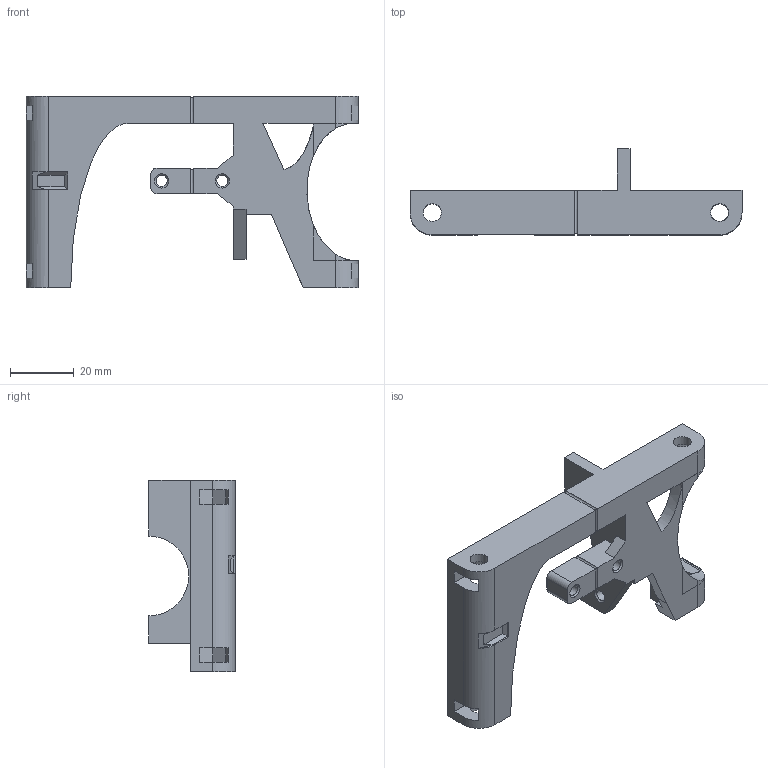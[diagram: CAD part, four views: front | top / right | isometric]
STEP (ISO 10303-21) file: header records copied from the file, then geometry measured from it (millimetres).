
FILE_DESCRIPTION(/* description */ ('Alibre Inc.'),/* implementation_level */ '2;1');
FILE_NAME(/* name */ 'export0',/* time_stamp */ '2015-07-11T14:38:10+12:00',/* author */ (''),/* organization */ (''),/* preprocessor_version */ 'ST-DEVELOPER v14',/* originating_system */ 'Alibre',/* authorisation */ '');
FILE_SCHEMA (('CONFIG_CONTROL_DESIGN'));
Length unit declared in the file: centimetre
Products named in the file (1): 3D0456
Bounding box: 104 x 27.04 x 60 mm (x, y, z)
Volume: 22904.3 mm3; surface area: 15120.3 mm2
Topology: 1 solids, 1 shells, 163 faces, 468 edges, 304 vertices
Faces by surface type: plane 130, cylinder 26, cone 4, extrusion 3
Full cylindrical faces by diameter (mm): 3.5 x4, 5.6 x8
Entity records: 5002 total; most frequent: CARTESIAN_POINT 1011, ORIENTED_EDGE 884, DIRECTION 635, EDGE_CURVE 442, VECTOR 324, LINE 321, VERTEX_POINT 295, AXIS2_PLACEMENT_3D 209
